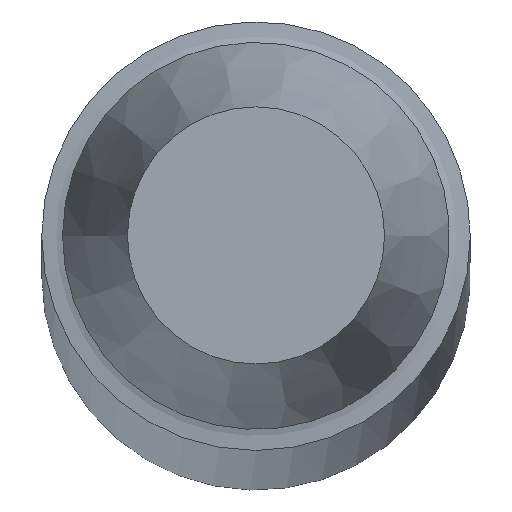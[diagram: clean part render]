
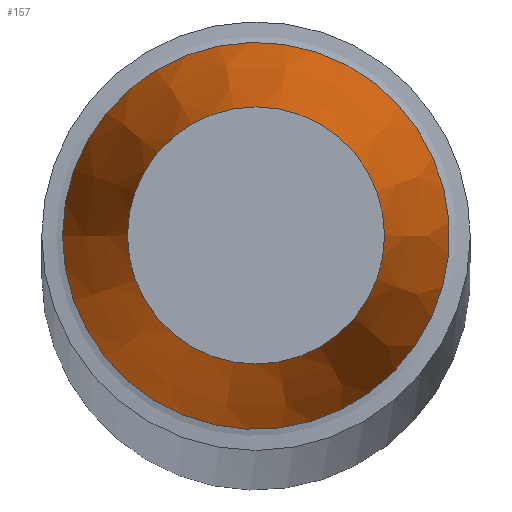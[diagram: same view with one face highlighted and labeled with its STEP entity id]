
A CAD part, top view. The second image highlights one B-rep face of the part: STEP entity #157.
In plain terms, the highlighted conical face has half-angle 14.036 degrees and reference radius 3 mm.
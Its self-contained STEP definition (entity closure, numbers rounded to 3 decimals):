
#112=CARTESIAN_POINT('',(-3.,0.,275.));
#113=VERTEX_POINT('',#112);
#114=CARTESIAN_POINT('',(0.,0.,275.));
#115=DIRECTION('',(-1.,0.,0.));
#116=DIRECTION('',(0.,0.,1.));
#117=AXIS2_PLACEMENT_3D('',#114,#116,#115);
#118=CIRCLE('',#117,3.);
#119=EDGE_CURVE('',#113,#113,#118,.T.);
#124=CARTESIAN_POINT('',(0.,0.,275.));
#125=DIRECTION('',(-1.,0.,0.));
#126=DIRECTION('',(-0.,-0.,-1.));
#127=AXIS2_PLACEMENT_3D('',#124,#126,#125);
#128=CONICAL_SURFACE('',#127,3.,0.245);
#129=ORIENTED_EDGE('',*,*,#119,.F.);
#130=CARTESIAN_POINT('',(-4.515,0.,268.94));
#131=VERTEX_POINT('',#130);
#132=CARTESIAN_POINT('',(-3.,0.,275.));
#133=DIRECTION('',(-0.243,0.,-0.97));
#134=VECTOR('',#133,6.246);
#135=LINE('',#132,#134);
#136=EDGE_CURVE('',#113,#131,#135,.T.);
#137=ORIENTED_EDGE('E9',*,*,#136,.T.);
#138=CARTESIAN_POINT('',(1.395,4.294,268.94));
#139=VERTEX_POINT('',#138);
#140=CARTESIAN_POINT('',(0.,0.,268.94));
#141=DIRECTION('',(-1.,0.,0.));
#142=DIRECTION('',(0.,0.,1.));
#143=AXIS2_PLACEMENT_3D('',#140,#142,#141);
#144=CIRCLE('',#143,4.515);
#145=EDGE_CURVE('',#131,#139,#144,.T.);
#146=ORIENTED_EDGE('E10',*,*,#145,.T.);
#147=CARTESIAN_POINT('',(0.,0.,268.94));
#148=DIRECTION('',(0.309,0.951,0.));
#149=DIRECTION('',(0.,0.,1.));
#150=AXIS2_PLACEMENT_3D('',#147,#149,#148);
#151=CIRCLE('',#150,4.515);
#152=EDGE_CURVE('',#139,#131,#151,.T.);
#153=ORIENTED_EDGE('E11',*,*,#152,.T.);
#154=ORIENTED_EDGE('E11',*,*,#136,.F.);
#155=EDGE_LOOP('',(#129,#137,#146,#153,#154));
#156=FACE_OUTER_BOUND('',#155,.T.);
#157=ADVANCED_FACE('F5',(#156),#128,.T.);
